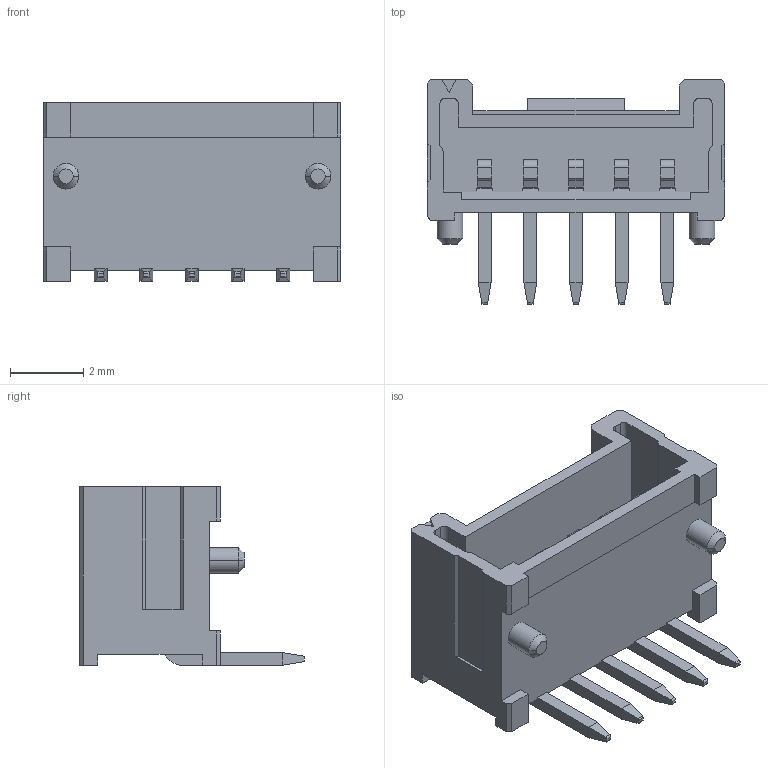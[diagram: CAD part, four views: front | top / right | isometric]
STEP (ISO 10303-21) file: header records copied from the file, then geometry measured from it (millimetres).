
FILE_DESCRIPTION(('STEP AP242'),'1');
FILE_NAME('2200980571.stp','2025-04-02T17:35:52',('TraceParts'),('TraceParts S.A.'),'Spatial InterOp 3D',' ',' ');
FILE_SCHEMA(('AP242_MANAGED_MODEL_BASED_3D_ENGINEERING_MIM_LF {1 0 10303 442 1 1 4}'));
Length unit declared in the file: millimetre
Products named in the file (1): 2200980571
Bounding box: 8.15 x 6.15 x 4.89 mm (x, y, z)
Volume: 72.4 mm3; surface area: 279.7 mm2
Topology: 1 solids, 1 shells, 230 faces, 654 edges, 434 vertices
Faces by surface type: plane 188, cylinder 38, cone 4
Entity records: 9246 total; most frequent: CARTESIAN_POINT 1319, ORIENTED_EDGE 1308, DIRECTION 1196, EDGE_CURVE 654, LINE 574, VECTOR 574, VERTEX_POINT 434, AXIS2_PLACEMENT_3D 311
